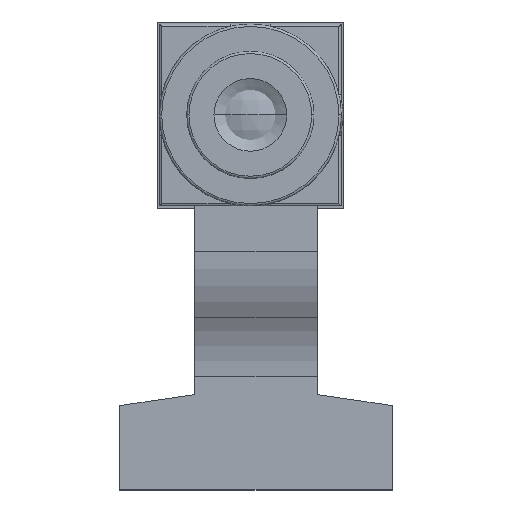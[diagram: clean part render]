
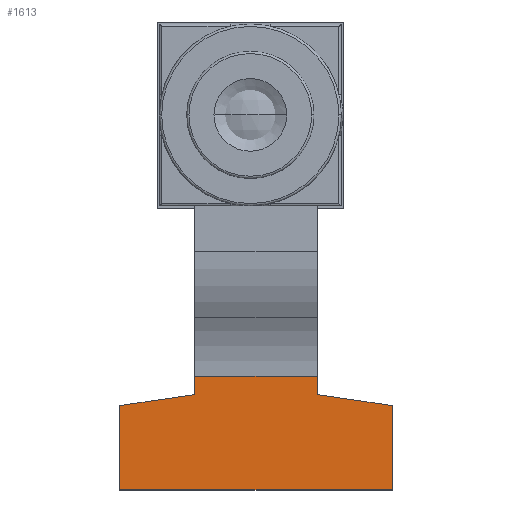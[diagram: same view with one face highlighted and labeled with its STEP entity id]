
A CAD part, top view. The second image highlights one B-rep face of the part: STEP entity #1613.
In plain terms, the highlighted planar face has unit normal (0, 0, 1).
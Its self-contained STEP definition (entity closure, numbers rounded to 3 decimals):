
#47 = LINE ( 'NONE', #856, #1857 ) ;
#53 = ORIENTED_EDGE ( 'NONE', *, *, #281, .T. ) ;
#86 = DIRECTION ( 'NONE',  ( 0., -1., 0. ) ) ;
#101 = VERTEX_POINT ( 'NONE', #2321 ) ;
#133 = VECTOR ( 'NONE', #1148, 1000. ) ;
#136 = AXIS2_PLACEMENT_3D ( 'NONE', #2515, #1908, #545 ) ;
#175 = VECTOR ( 'NONE', #231, 1000. ) ;
#231 = DIRECTION ( 'NONE',  ( 0., 1., 0. ) ) ;
#250 = VERTEX_POINT ( 'NONE', #1048 ) ;
#277 = VERTEX_POINT ( 'NONE', #397 ) ;
#281 = EDGE_CURVE ( 'NONE', #743, #1020, #1433, .T. ) ;
#346 = ORIENTED_EDGE ( 'NONE', *, *, #2173, .F. ) ;
#360 = EDGE_CURVE ( 'NONE', #1972, #101, #1500, .T. ) ;
#361 = CARTESIAN_POINT ( 'NONE',  ( 11.05, 19.3, 1.6 ) ) ;
#363 = LINE ( 'NONE', #978, #1975 ) ;
#392 = VECTOR ( 'NONE', #1101, 1000. ) ;
#397 = CARTESIAN_POINT ( 'NONE',  ( 7.75, 13., 1.6 ) ) ;
#421 = CARTESIAN_POINT ( 'NONE',  ( 11.05, 17.2, 1.6 ) ) ;
#426 = DIRECTION ( 'NONE',  ( 1., 0., 0. ) ) ;
#489 = ORIENTED_EDGE ( 'NONE', *, *, #930, .T. ) ;
#536 = LINE ( 'NONE', #1346, #133 ) ;
#545 = DIRECTION ( 'NONE',  ( 0., -1., 0. ) ) ;
#739 = VERTEX_POINT ( 'NONE', #1253 ) ;
#743 = VERTEX_POINT ( 'NONE', #1656 ) ;
#784 = LINE ( 'NONE', #1041, #1319 ) ;
#856 = CARTESIAN_POINT ( 'NONE',  ( 7.75, 13., 1.6 ) ) ;
#930 = EDGE_CURVE ( 'NONE', #2152, #739, #363, .T. ) ;
#965 = EDGE_CURVE ( 'NONE', #250, #1972, #536, .T. ) ;
#978 = CARTESIAN_POINT ( 'NONE',  ( 9.133, 16.918, 1.6 ) ) ;
#1020 = VERTEX_POINT ( 'NONE', #2483 ) ;
#1041 = CARTESIAN_POINT ( 'NONE',  ( 7.75, 13., 1.6 ) ) ;
#1048 = CARTESIAN_POINT ( 'NONE',  ( 11.05, 18., 1.6 ) ) ;
#1101 = DIRECTION ( 'NONE',  ( 0.989, -0.145, 0. ) ) ;
#1125 = LINE ( 'NONE', #361, #2504 ) ;
#1148 = DIRECTION ( 'NONE',  ( 1., 0., 0. ) ) ;
#1159 = EDGE_CURVE ( 'NONE', #250, #2152, #1125, .T. ) ;
#1253 = CARTESIAN_POINT ( 'NONE',  ( 7.75, 16.715, 1.6 ) ) ;
#1259 = CARTESIAN_POINT ( 'NONE',  ( 12.494, 17.782, 1.6 ) ) ;
#1283 = CARTESIAN_POINT ( 'NONE',  ( 16.45, 19.3, 1.6 ) ) ;
#1319 = VECTOR ( 'NONE', #426, 1000. ) ;
#1323 = ORIENTED_EDGE ( 'NONE', *, *, #1863, .T. ) ;
#1331 = DIRECTION ( 'NONE',  ( 0., -1., 0. ) ) ;
#1346 = CARTESIAN_POINT ( 'NONE',  ( 7.75, 18., 1.6 ) ) ;
#1366 = EDGE_LOOP ( 'NONE', ( #346, #1323, #53, #2287, #2084, #2252, #2400, #489 ) ) ;
#1396 = VECTOR ( 'NONE', #86, 1000. ) ;
#1420 = EDGE_CURVE ( 'NONE', #101, #1020, #1476, .T. ) ;
#1433 = LINE ( 'NONE', #1800, #175 ) ;
#1476 = LINE ( 'NONE', #1259, #392 ) ;
#1500 = LINE ( 'NONE', #1283, #1396 ) ;
#1538 = CARTESIAN_POINT ( 'NONE',  ( 16.45, 18., 1.6 ) ) ;
#1613 = ADVANCED_FACE ( 'NONE', ( #2528 ), #1729, .T. ) ;
#1656 = CARTESIAN_POINT ( 'NONE',  ( 19.75, 13., 1.6 ) ) ;
#1729 = PLANE ( 'NONE',  #136 ) ;
#1800 = CARTESIAN_POINT ( 'NONE',  ( 19.75, 13., 1.6 ) ) ;
#1857 = VECTOR ( 'NONE', #2402, 1000. ) ;
#1863 = EDGE_CURVE ( 'NONE', #277, #743, #784, .T. ) ;
#1908 = DIRECTION ( 'NONE',  ( 0., 0., 1. ) ) ;
#1972 = VERTEX_POINT ( 'NONE', #1538 ) ;
#1975 = VECTOR ( 'NONE', #2521, 1000. ) ;
#2084 = ORIENTED_EDGE ( 'NONE', *, *, #360, .F. ) ;
#2152 = VERTEX_POINT ( 'NONE', #421 ) ;
#2173 = EDGE_CURVE ( 'NONE', #277, #739, #47, .T. ) ;
#2252 = ORIENTED_EDGE ( 'NONE', *, *, #965, .F. ) ;
#2287 = ORIENTED_EDGE ( 'NONE', *, *, #1420, .F. ) ;
#2321 = CARTESIAN_POINT ( 'NONE',  ( 16.45, 17.2, 1.6 ) ) ;
#2400 = ORIENTED_EDGE ( 'NONE', *, *, #1159, .T. ) ;
#2402 = DIRECTION ( 'NONE',  ( 0., 1., 0. ) ) ;
#2483 = CARTESIAN_POINT ( 'NONE',  ( 19.75, 16.715, 1.6 ) ) ;
#2504 = VECTOR ( 'NONE', #1331, 1000. ) ;
#2515 = CARTESIAN_POINT ( 'NONE',  ( 7.75, 13., 1.6 ) ) ;
#2521 = DIRECTION ( 'NONE',  ( -0.989, -0.145, 0. ) ) ;
#2528 = FACE_OUTER_BOUND ( 'NONE', #1366, .T. ) ;
